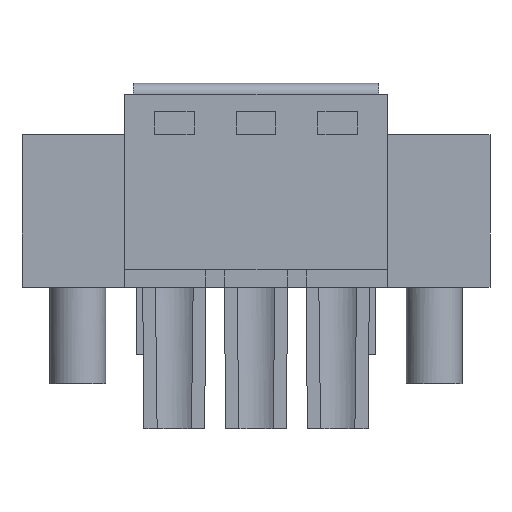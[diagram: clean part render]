
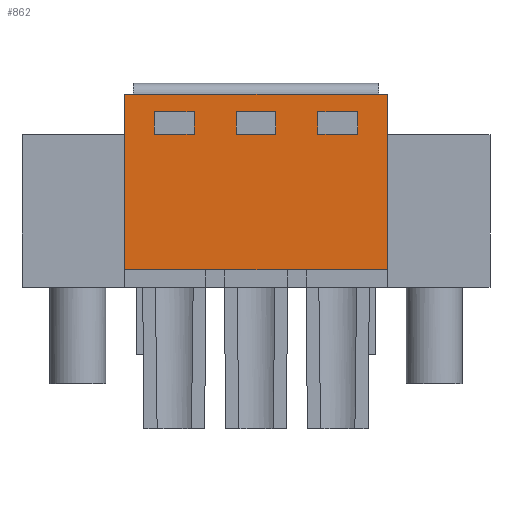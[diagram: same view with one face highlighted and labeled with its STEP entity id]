
A CAD part, front view. The second image highlights one B-rep face of the part: STEP entity #862.
In plain terms, the highlighted planar face has unit normal (0, -1, 0).
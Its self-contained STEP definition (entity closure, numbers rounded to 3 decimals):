
#747=AXIS2_PLACEMENT_3D('Plane Axis2P3D',#744,#745,#746) ;
#132=CARTESIAN_POINT('Vertex',(17.02,0.,7.4)) ;
#135=CARTESIAN_POINT('Line Origine',(10.91,0.,7.4)) ;
#139=CARTESIAN_POINT('Vertex',(4.8,0.,7.4)) ;
#194=CARTESIAN_POINT('Line Origine',(4.8,0.,11.5)) ;
#198=CARTESIAN_POINT('Vertex',(4.8,0.,15.6)) ;
#720=CARTESIAN_POINT('Vertex',(17.02,0.,15.6)) ;
#723=CARTESIAN_POINT('Line Origine',(17.02,0.,11.5)) ;
#744=CARTESIAN_POINT('Axis2P3D Location',(1.385,0.,15.6)) ;
#749=CARTESIAN_POINT('Line Origine',(10.91,0.,15.6)) ;
#760=CARTESIAN_POINT('Line Origine',(8.025,0.,14.255)) ;
#764=CARTESIAN_POINT('Vertex',(8.025,0.,13.73)) ;
#766=CARTESIAN_POINT('Vertex',(8.025,0.,14.78)) ;
#769=CARTESIAN_POINT('Line Origine',(7.1,0.,13.73)) ;
#773=CARTESIAN_POINT('Vertex',(6.175,0.,13.73)) ;
#776=CARTESIAN_POINT('Line Origine',(6.175,0.,14.255)) ;
#780=CARTESIAN_POINT('Vertex',(6.175,0.,14.78)) ;
#783=CARTESIAN_POINT('Line Origine',(7.1,0.,14.78)) ;
#794=CARTESIAN_POINT('Line Origine',(10.91,0.,13.73)) ;
#798=CARTESIAN_POINT('Vertex',(9.985,0.,13.73)) ;
#800=CARTESIAN_POINT('Vertex',(11.835,0.,13.73)) ;
#803=CARTESIAN_POINT('Line Origine',(9.985,0.,14.255)) ;
#807=CARTESIAN_POINT('Vertex',(9.985,0.,14.78)) ;
#810=CARTESIAN_POINT('Line Origine',(10.91,0.,14.78)) ;
#814=CARTESIAN_POINT('Vertex',(11.835,0.,14.78)) ;
#817=CARTESIAN_POINT('Line Origine',(11.835,0.,14.255)) ;
#828=CARTESIAN_POINT('Line Origine',(13.795,0.,14.255)) ;
#832=CARTESIAN_POINT('Vertex',(13.795,0.,14.78)) ;
#834=CARTESIAN_POINT('Vertex',(13.795,0.,13.73)) ;
#837=CARTESIAN_POINT('Line Origine',(14.72,0.,14.78)) ;
#841=CARTESIAN_POINT('Vertex',(15.645,0.,14.78)) ;
#844=CARTESIAN_POINT('Line Origine',(15.645,0.,14.255)) ;
#848=CARTESIAN_POINT('Vertex',(15.645,0.,13.73)) ;
#851=CARTESIAN_POINT('Line Origine',(14.72,0.,13.73)) ;
#136=DIRECTION('Vector Direction',(-1.,0.,0.)) ;
#195=DIRECTION('Vector Direction',(0.,0.,1.)) ;
#724=DIRECTION('Vector Direction',(0.,0.,1.)) ;
#745=DIRECTION('Axis2P3D Direction',(0.,-1.,0.)) ;
#746=DIRECTION('Axis2P3D XDirection',(0.,0.,-1.)) ;
#750=DIRECTION('Vector Direction',(-1.,0.,0.)) ;
#761=DIRECTION('Vector Direction',(0.,0.,1.)) ;
#770=DIRECTION('Vector Direction',(1.,0.,0.)) ;
#777=DIRECTION('Vector Direction',(0.,0.,-1.)) ;
#784=DIRECTION('Vector Direction',(-1.,0.,0.)) ;
#795=DIRECTION('Vector Direction',(1.,0.,0.)) ;
#804=DIRECTION('Vector Direction',(0.,0.,-1.)) ;
#811=DIRECTION('Vector Direction',(-1.,0.,0.)) ;
#818=DIRECTION('Vector Direction',(0.,0.,1.)) ;
#829=DIRECTION('Vector Direction',(0.,0.,-1.)) ;
#838=DIRECTION('Vector Direction',(-1.,0.,0.)) ;
#845=DIRECTION('Vector Direction',(0.,0.,1.)) ;
#852=DIRECTION('Vector Direction',(1.,0.,0.)) ;
#137=VECTOR('Line Direction',#136,1.) ;
#196=VECTOR('Line Direction',#195,1.) ;
#725=VECTOR('Line Direction',#724,1.) ;
#751=VECTOR('Line Direction',#750,1.) ;
#762=VECTOR('Line Direction',#761,1.) ;
#771=VECTOR('Line Direction',#770,1.) ;
#778=VECTOR('Line Direction',#777,1.) ;
#785=VECTOR('Line Direction',#784,1.) ;
#796=VECTOR('Line Direction',#795,1.) ;
#805=VECTOR('Line Direction',#804,1.) ;
#812=VECTOR('Line Direction',#811,1.) ;
#819=VECTOR('Line Direction',#818,1.) ;
#830=VECTOR('Line Direction',#829,1.) ;
#839=VECTOR('Line Direction',#838,1.) ;
#846=VECTOR('Line Direction',#845,1.) ;
#853=VECTOR('Line Direction',#852,1.) ;
#755=ORIENTED_EDGE('',*,*,#200,.F.) ;
#756=ORIENTED_EDGE('',*,*,#141,.F.) ;
#757=ORIENTED_EDGE('',*,*,#727,.T.) ;
#758=ORIENTED_EDGE('',*,*,#753,.F.) ;
#789=ORIENTED_EDGE('',*,*,#768,.F.) ;
#790=ORIENTED_EDGE('',*,*,#775,.F.) ;
#791=ORIENTED_EDGE('',*,*,#782,.F.) ;
#792=ORIENTED_EDGE('',*,*,#787,.F.) ;
#823=ORIENTED_EDGE('',*,*,#802,.F.) ;
#824=ORIENTED_EDGE('',*,*,#809,.F.) ;
#825=ORIENTED_EDGE('',*,*,#816,.F.) ;
#826=ORIENTED_EDGE('',*,*,#821,.F.) ;
#857=ORIENTED_EDGE('',*,*,#836,.F.) ;
#858=ORIENTED_EDGE('',*,*,#843,.F.) ;
#859=ORIENTED_EDGE('',*,*,#850,.F.) ;
#860=ORIENTED_EDGE('',*,*,#855,.F.) ;
#793=FACE_BOUND('',#788,.T.) ;
#827=FACE_BOUND('',#822,.T.) ;
#861=FACE_BOUND('',#856,.T.) ;
#862=ADVANCED_FACE('HOUSING',(#759,#793,#827,#861),#748,.T.) ;
#141=EDGE_CURVE('',#133,#140,#138,.T.) ;
#200=EDGE_CURVE('',#140,#199,#197,.T.) ;
#727=EDGE_CURVE('',#133,#721,#726,.T.) ;
#753=EDGE_CURVE('',#199,#721,#752,.F.) ;
#768=EDGE_CURVE('',#765,#767,#763,.T.) ;
#775=EDGE_CURVE('',#774,#765,#772,.T.) ;
#782=EDGE_CURVE('',#781,#774,#779,.T.) ;
#787=EDGE_CURVE('',#767,#781,#786,.T.) ;
#802=EDGE_CURVE('',#799,#801,#797,.T.) ;
#809=EDGE_CURVE('',#808,#799,#806,.T.) ;
#816=EDGE_CURVE('',#815,#808,#813,.T.) ;
#821=EDGE_CURVE('',#801,#815,#820,.T.) ;
#836=EDGE_CURVE('',#833,#835,#831,.T.) ;
#843=EDGE_CURVE('',#842,#833,#840,.T.) ;
#850=EDGE_CURVE('',#849,#842,#847,.T.) ;
#855=EDGE_CURVE('',#835,#849,#854,.T.) ;
#754=EDGE_LOOP('',(#755,#756,#757,#758)) ;
#788=EDGE_LOOP('',(#789,#790,#791,#792)) ;
#822=EDGE_LOOP('',(#823,#824,#825,#826)) ;
#856=EDGE_LOOP('',(#857,#858,#859,#860)) ;
#759=FACE_OUTER_BOUND('',#754,.T.) ;
#138=LINE('Line',#135,#137) ;
#197=LINE('Line',#194,#196) ;
#726=LINE('Line',#723,#725) ;
#752=LINE('Line',#749,#751) ;
#763=LINE('Line',#760,#762) ;
#772=LINE('Line',#769,#771) ;
#779=LINE('Line',#776,#778) ;
#786=LINE('Line',#783,#785) ;
#797=LINE('Line',#794,#796) ;
#806=LINE('Line',#803,#805) ;
#813=LINE('Line',#810,#812) ;
#820=LINE('Line',#817,#819) ;
#831=LINE('Line',#828,#830) ;
#840=LINE('Line',#837,#839) ;
#847=LINE('Line',#844,#846) ;
#854=LINE('Line',#851,#853) ;
#748=PLANE('',#747) ;
#133=VERTEX_POINT('',#132) ;
#140=VERTEX_POINT('',#139) ;
#199=VERTEX_POINT('',#198) ;
#721=VERTEX_POINT('',#720) ;
#765=VERTEX_POINT('',#764) ;
#767=VERTEX_POINT('',#766) ;
#774=VERTEX_POINT('',#773) ;
#781=VERTEX_POINT('',#780) ;
#799=VERTEX_POINT('',#798) ;
#801=VERTEX_POINT('',#800) ;
#808=VERTEX_POINT('',#807) ;
#815=VERTEX_POINT('',#814) ;
#833=VERTEX_POINT('',#832) ;
#835=VERTEX_POINT('',#834) ;
#842=VERTEX_POINT('',#841) ;
#849=VERTEX_POINT('',#848) ;
